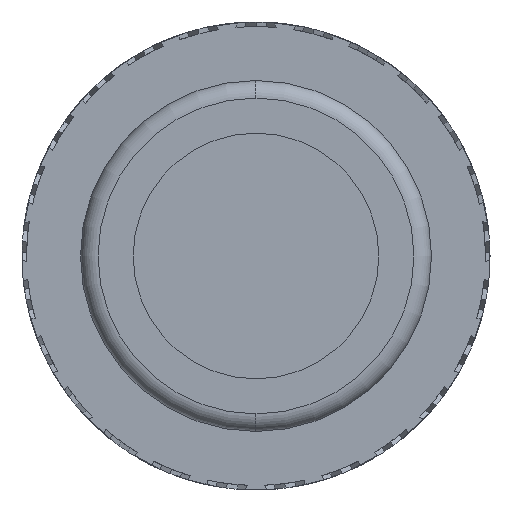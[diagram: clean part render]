
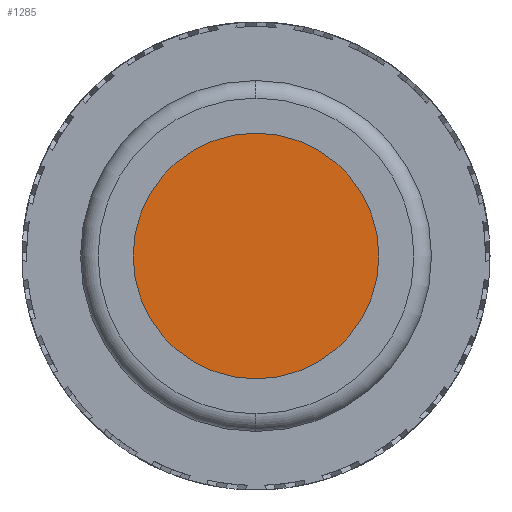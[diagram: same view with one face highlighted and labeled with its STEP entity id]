
A CAD part, left-side view. The second image highlights one B-rep face of the part: STEP entity #1285.
In plain terms, the highlighted planar face has unit normal (-1, 0, 0).
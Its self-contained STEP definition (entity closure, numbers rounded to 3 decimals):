
#1285=ADVANCED_FACE('',(#3921),#3922,.F.);
#3921=FACE_OUTER_BOUND('',#6571,.T.);
#3922=PLANE('',#6572);
#6571=EDGE_LOOP('',(#16469,#16470));
#6572=AXIS2_PLACEMENT_3D('',#16471,#16472,#16473);
#16469=ORIENTED_EDGE('',*,*,#16957,.F.);
#16470=ORIENTED_EDGE('',*,*,#20159,.F.);
#16471=CARTESIAN_POINT('',(28.25,0.0,0.0));
#16472=DIRECTION('',(1.0,0.0,0.0));
#16473=DIRECTION('',(0.0,0.0,-1.0));
#16957=EDGE_CURVE('',#20292,#20295,#20296,.T.);
#20159=EDGE_CURVE('',#20295,#20292,#25607,.T.);
#20292=VERTEX_POINT('',#25792);
#20295=VERTEX_POINT('',#25796);
#20296=CIRCLE('',#25797,2.1);
#25607=CIRCLE('',#32201,2.1);
#25792=CARTESIAN_POINT('',(28.25,0.0,-2.1));
#25796=CARTESIAN_POINT('',(28.25,0.,2.1));
#25797=AXIS2_PLACEMENT_3D('',#32318,#32319,#32320);
#32201=AXIS2_PLACEMENT_3D('',#39764,#39765,#39766);
#32318=CARTESIAN_POINT('',(28.25,0.0,0.0));
#32319=DIRECTION('',(1.0,0.0,0.0));
#32320=DIRECTION('',(0.0,0.0,-1.0));
#39764=CARTESIAN_POINT('',(28.25,0.0,0.0));
#39765=DIRECTION('',(1.0,0.0,0.0));
#39766=DIRECTION('',(0.0,0.0,-1.0));
